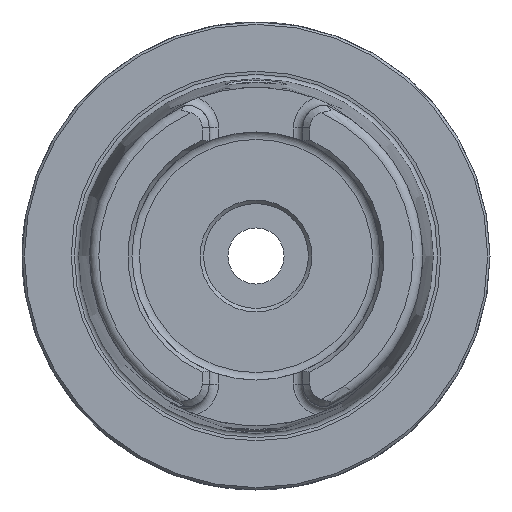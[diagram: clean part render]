
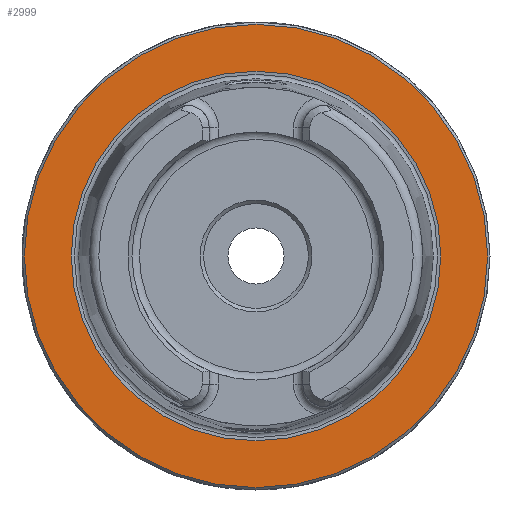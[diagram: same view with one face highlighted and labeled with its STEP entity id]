
A CAD part, left-side view. The second image highlights one B-rep face of the part: STEP entity #2999.
In plain terms, the highlighted planar face has unit normal (-1, 0, 0).
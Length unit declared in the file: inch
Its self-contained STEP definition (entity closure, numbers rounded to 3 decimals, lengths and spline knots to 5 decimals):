
#2965=CARTESIAN_POINT('',(0.0,1.94882,0.));
#2966=VERTEX_POINT('',#2965);
#2967=CARTESIAN_POINT('',(0.0,0.0,0.0));
#2968=DIRECTION('',(1.0,0.0,0.0));
#2969=DIRECTION('',(0.0,-1.0,0.0));
#2970=AXIS2_PLACEMENT_3D('',#2967,#2968,#2969);
#2971=CIRCLE('',#2970,1.94882);
#2972=EDGE_CURVE('',#2966,#2966,#2971,.T.);
#2980=CARTESIAN_POINT('',(0.0,0.98425,0.0));
#2981=DIRECTION('',(-1.0,0.0,0.0));
#2982=DIRECTION('',(0.0,0.0,1.0));
#2983=AXIS2_PLACEMENT_3D('',#2980,#2981,#2982);
#2984=PLANE('',#2983);
#2985=ORIENTED_EDGE('',*,*,#2972,.F.);
#2986=EDGE_LOOP('',(#2985));
#2987=FACE_OUTER_BOUND('',#2986,.T.);
#2988=CARTESIAN_POINT('',(0.0,1.55442,0.0));
#2989=VERTEX_POINT('',#2988);
#2990=CARTESIAN_POINT('',(0.0,0.0,0.0));
#2991=DIRECTION('',(1.0,0.0,0.0));
#2992=DIRECTION('',(0.0,1.0,0.0));
#2993=AXIS2_PLACEMENT_3D('',#2990,#2991,#2992);
#2994=CIRCLE('',#2993,1.55442);
#2995=EDGE_CURVE('',#2989,#2989,#2994,.T.);
#2996=ORIENTED_EDGE('',*,*,#2995,.T.);
#2997=EDGE_LOOP('',(#2996));
#2998=FACE_BOUND('',#2997,.T.);
#2999=ADVANCED_FACE('',(#2987,#2998),#2984,.T.);
